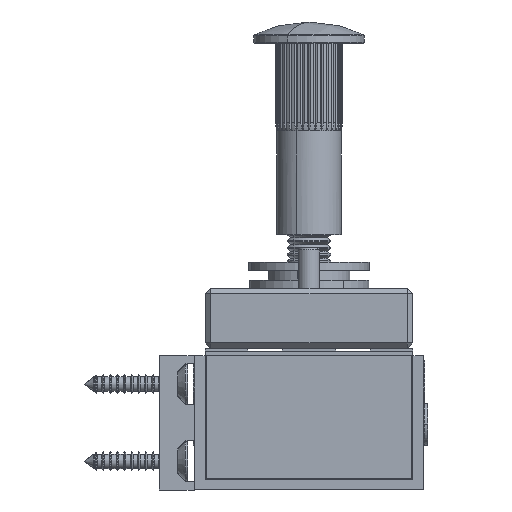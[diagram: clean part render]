
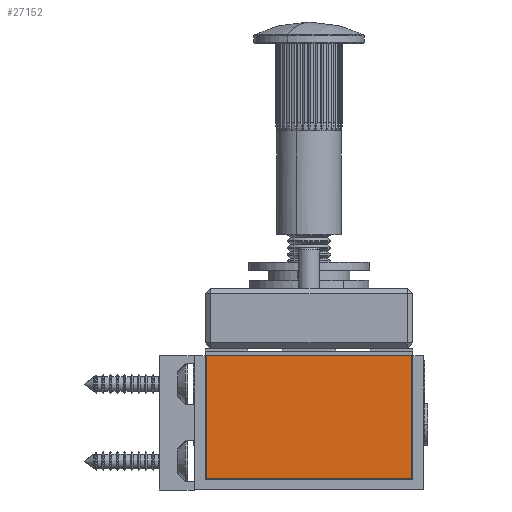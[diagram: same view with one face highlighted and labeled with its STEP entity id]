
A CAD part, left-side view. The second image highlights one B-rep face of the part: STEP entity #27152.
In plain terms, the highlighted planar face has unit normal (-1, 0, 0).
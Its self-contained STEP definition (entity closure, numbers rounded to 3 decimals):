
#2026 = EDGE_CURVE ( 'NONE', #21474, #37640, #15435, .T. ) ;
#2213 = LINE ( 'NONE', #14478, #13085 ) ;
#3214 = VECTOR ( 'NONE', #9570, 1000. ) ;
#5813 = EDGE_LOOP ( 'NONE', ( #50192, #23149, #39422, #17378 ) ) ;
#6713 = DIRECTION ( 'NONE',  ( 0., 0., 1. ) ) ;
#7274 = EDGE_CURVE ( 'NONE', #32440, #47070, #2213, .T. ) ;
#7683 = EDGE_CURVE ( 'NONE', #47070, #21474, #19177, .T. ) ;
#8987 = CARTESIAN_POINT ( 'NONE',  ( -142.437, 29.417, 12.5 ) ) ;
#9307 = CARTESIAN_POINT ( 'NONE',  ( -142.437, -8.083, -10. ) ) ;
#9507 = VECTOR ( 'NONE', #18396, 1000. ) ;
#9570 = DIRECTION ( 'NONE',  ( 0., -1., 0. ) ) ;
#11726 = CARTESIAN_POINT ( 'NONE',  ( -142.437, 29.417, 12.5 ) ) ;
#13085 = VECTOR ( 'NONE', #6713, 1000. ) ;
#14154 = VECTOR ( 'NONE', #44276, 1000. ) ;
#14478 = CARTESIAN_POINT ( 'NONE',  ( -142.437, -8.083, 12.5 ) ) ;
#15435 = LINE ( 'NONE', #19144, #14154 ) ;
#17378 = ORIENTED_EDGE ( 'NONE', *, *, #7274, .T. ) ;
#18396 = DIRECTION ( 'NONE',  ( 0., 1., 0. ) ) ;
#19144 = CARTESIAN_POINT ( 'NONE',  ( -142.437, 29.417, 12.5 ) ) ;
#19177 = LINE ( 'NONE', #34984, #9507 ) ;
#19565 = EDGE_CURVE ( 'NONE', #37640, #32440, #36830, .T. ) ;
#21474 = VERTEX_POINT ( 'NONE', #8987 ) ;
#22953 = DIRECTION ( 'NONE',  ( -1., 0., 0. ) ) ;
#23149 = ORIENTED_EDGE ( 'NONE', *, *, #2026, .T. ) ;
#23725 = DIRECTION ( 'NONE',  ( 0., 0., -1. ) ) ;
#24133 = CARTESIAN_POINT ( 'NONE',  ( -142.437, 29.417, -10. ) ) ;
#27152 = ADVANCED_FACE ( 'NONE', ( #36051 ), #44334, .T. ) ;
#28056 = CARTESIAN_POINT ( 'NONE',  ( -142.437, -8.083, -10. ) ) ;
#32440 = VERTEX_POINT ( 'NONE', #28056 ) ;
#34984 = CARTESIAN_POINT ( 'NONE',  ( -142.437, -8.083, 12.5 ) ) ;
#36051 = FACE_OUTER_BOUND ( 'NONE', #5813, .T. ) ;
#36830 = LINE ( 'NONE', #9307, #3214 ) ;
#37640 = VERTEX_POINT ( 'NONE', #24133 ) ;
#39422 = ORIENTED_EDGE ( 'NONE', *, *, #19565, .T. ) ;
#41745 = AXIS2_PLACEMENT_3D ( 'NONE', #11726, #22953, #23725 ) ;
#44276 = DIRECTION ( 'NONE',  ( 0., 0., -1. ) ) ;
#44334 = PLANE ( 'NONE',  #41745 ) ;
#46860 = CARTESIAN_POINT ( 'NONE',  ( -142.437, -8.083, 12.5 ) ) ;
#47070 = VERTEX_POINT ( 'NONE', #46860 ) ;
#50192 = ORIENTED_EDGE ( 'NONE', *, *, #7683, .T. ) ;
